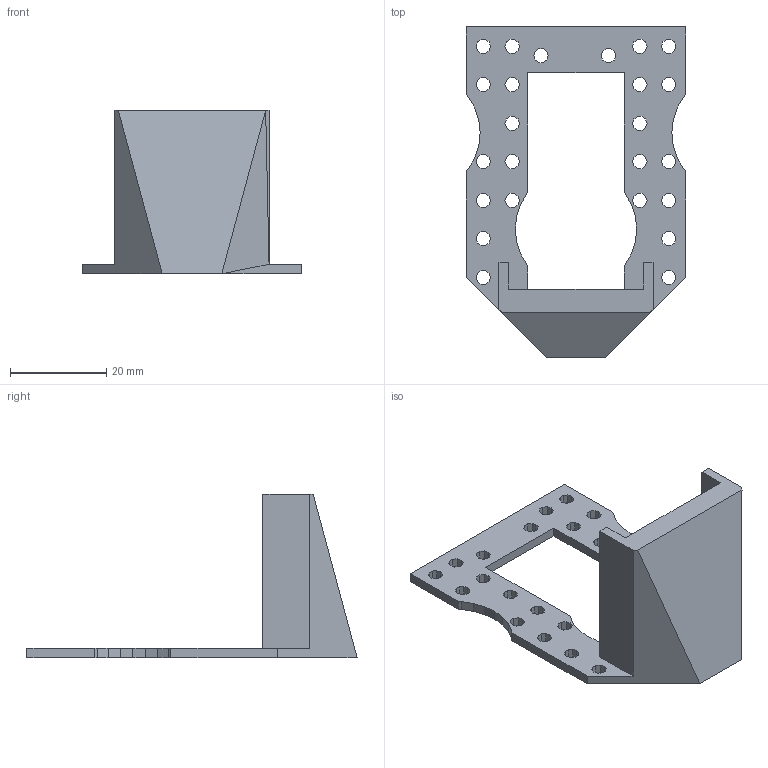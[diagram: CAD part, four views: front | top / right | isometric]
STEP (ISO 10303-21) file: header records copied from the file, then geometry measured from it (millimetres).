
FILE_DESCRIPTION(('FreeCAD Model'),'2;1');
FILE_NAME('cintura.step', '2014-09-10T13:55:23',('FreeCAD'),('FreeCAD'), 'Open CASCADE STEP processor 6.5','FreeCAD','Unknown');
FILE_SCHEMA(('AUTOMOTIVE_DESIGN_CC2 { 1 2 10303 214 -1 1 5 4 }'));
Length unit declared in the file: millimetre
Products named in the file (1): Open CASCADE STEP translator 6.5 4
Bounding box: 45.5 x 68.56 x 34 mm (x, y, z)
Surface area: 7464.5 mm2 (no closed solid volume)
Topology: 0 solids, 1 shells, 301 faces, 896 edges, 596 vertices
Faces by surface type: plane 301
Entity records: 21632 total; most frequent: CARTESIAN_POINT 3590, DIRECTION 3288, LINE 2684, VECTOR 2684, ORIENTED_EDGE 1792, PCURVE 1792, DEFINITIONAL_REPRESENTATION 1792, EDGE_CURVE 896
